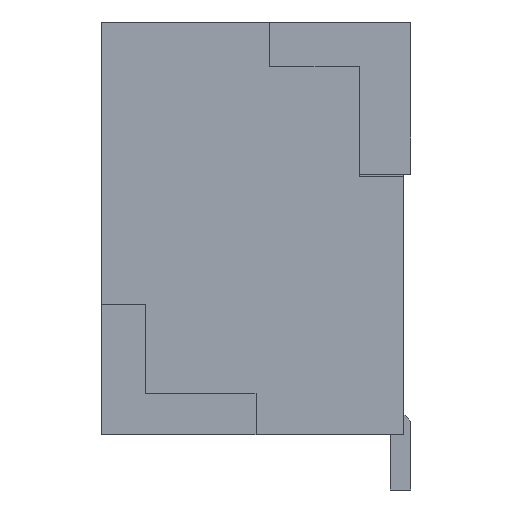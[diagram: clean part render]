
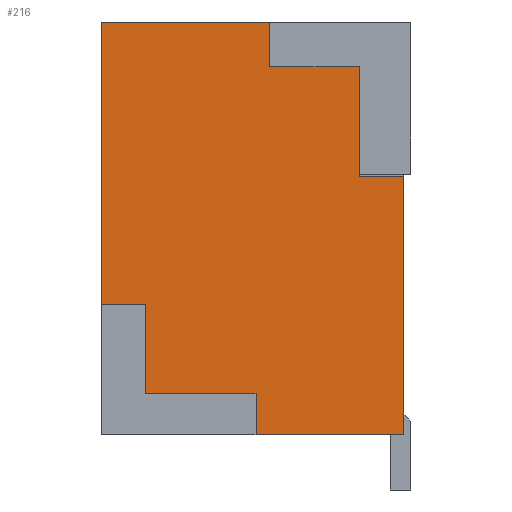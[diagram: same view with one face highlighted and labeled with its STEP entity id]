
A CAD part, left-side view. The second image highlights one B-rep face of the part: STEP entity #216.
In plain terms, the highlighted planar face has unit normal (-1, 0, 0).
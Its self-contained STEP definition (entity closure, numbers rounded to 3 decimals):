
#20 = LINE ( 'NONE', #1295, #1245 ) ;
#28 = DIRECTION ( 'NONE',  ( 0., 1., 0. ) ) ;
#122 = ORIENTED_EDGE ( 'NONE', *, *, #1677, .T. ) ;
#123 = VECTOR ( 'NONE', #28, 1000. ) ;
#136 = ORIENTED_EDGE ( 'NONE', *, *, #508, .T. ) ;
#149 = LINE ( 'NONE', #639, #984 ) ;
#164 = CARTESIAN_POINT ( 'NONE',  ( -5., -3.75, -0.3 ) ) ;
#203 = VECTOR ( 'NONE', #2314, 1000. ) ;
#216 = ADVANCED_FACE ( 'NONE', ( #1893 ), #1972, .F. ) ;
#229 = CARTESIAN_POINT ( 'NONE',  ( -5., -2.45, 1.3 ) ) ;
#303 = VECTOR ( 'NONE', #1553, 1000. ) ;
#323 = VECTOR ( 'NONE', #1554, 1000. ) ;
#347 = CARTESIAN_POINT ( 'NONE',  ( -5., -4.4, 1.95 ) ) ;
#368 = VECTOR ( 'NONE', #2998, 1000. ) ;
#380 = LINE ( 'NONE', #1786, #2538 ) ;
#502 = LINE ( 'NONE', #833, #303 ) ;
#508 = EDGE_CURVE ( 'NONE', #1169, #2913, #977, .T. ) ;
#510 = CARTESIAN_POINT ( 'NONE',  ( -5., 0., 1.95 ) ) ;
#527 = CARTESIAN_POINT ( 'NONE',  ( -5., -3.75, 1.3 ) ) ;
#538 = EDGE_CURVE ( 'NONE', #759, #2017, #149, .T. ) ;
#576 = ORIENTED_EDGE ( 'NONE', *, *, #538, .F. ) ;
#632 = EDGE_LOOP ( 'NONE', ( #1748, #2141, #2716, #2321, #2050, #2957, #576, #664, #136, #2550, #1988, #122 ) ) ;
#639 = CARTESIAN_POINT ( 'NONE',  ( -5., 0., 1.95 ) ) ;
#643 = VERTEX_POINT ( 'NONE', #164 ) ;
#653 = LINE ( 'NONE', #3230, #2572 ) ;
#664 = ORIENTED_EDGE ( 'NONE', *, *, #2128, .F. ) ;
#681 = CARTESIAN_POINT ( 'NONE',  ( -5., -4.4, -0.3 ) ) ;
#759 = VERTEX_POINT ( 'NONE', #510 ) ;
#804 = CARTESIAN_POINT ( 'NONE',  ( -5., -2.25, -3.45 ) ) ;
#826 = DIRECTION ( 'NONE',  ( 0., 0., -1. ) ) ;
#831 = CARTESIAN_POINT ( 'NONE',  ( -5., 0., -2.15 ) ) ;
#833 = CARTESIAN_POINT ( 'NONE',  ( -5., -0.65, -3.45 ) ) ;
#836 = VERTEX_POINT ( 'NONE', #1992 ) ;
#850 = VERTEX_POINT ( 'NONE', #2264 ) ;
#870 = LINE ( 'NONE', #347, #1845 ) ;
#893 = EDGE_CURVE ( 'NONE', #1991, #643, #3041, .T. ) ;
#963 = DIRECTION ( 'NONE',  ( 0., 0., 1. ) ) ;
#976 = EDGE_CURVE ( 'NONE', #2913, #2237, #20, .T. ) ;
#977 = LINE ( 'NONE', #2085, #323 ) ;
#984 = VECTOR ( 'NONE', #1906, 1000. ) ;
#1023 = VERTEX_POINT ( 'NONE', #2816 ) ;
#1169 = VERTEX_POINT ( 'NONE', #831 ) ;
#1206 = EDGE_CURVE ( 'NONE', #1991, #1023, #870, .T. ) ;
#1245 = VECTOR ( 'NONE', #1536, 1000. ) ;
#1295 = CARTESIAN_POINT ( 'NONE',  ( -5., -0.65, -2.15 ) ) ;
#1384 = EDGE_CURVE ( 'NONE', #2522, #2017, #653, .T. ) ;
#1446 = DIRECTION ( 'NONE',  ( 0., 0., -1. ) ) ;
#1525 = CARTESIAN_POINT ( 'NONE',  ( -5., 0., -4.05 ) ) ;
#1536 = DIRECTION ( 'NONE',  ( 0., 0., -1. ) ) ;
#1553 = DIRECTION ( 'NONE',  ( 0., -1., 0. ) ) ;
#1554 = DIRECTION ( 'NONE',  ( 0., -1., 0. ) ) ;
#1677 = EDGE_CURVE ( 'NONE', #2284, #836, #3192, .T. ) ;
#1717 = CARTESIAN_POINT ( 'NONE',  ( -5., -2.45, 1.95 ) ) ;
#1748 = ORIENTED_EDGE ( 'NONE', *, *, #2095, .F. ) ;
#1786 = CARTESIAN_POINT ( 'NONE',  ( -5., -3.75, -0.3 ) ) ;
#1796 = CARTESIAN_POINT ( 'NONE',  ( -5., -0.65, -3.45 ) ) ;
#1822 = DIRECTION ( 'NONE',  ( 0., 0., -1. ) ) ;
#1845 = VECTOR ( 'NONE', #1822, 1000. ) ;
#1893 = FACE_OUTER_BOUND ( 'NONE', #632, .T. ) ;
#1906 = DIRECTION ( 'NONE',  ( 0., -1., 0. ) ) ;
#1939 = LINE ( 'NONE', #2086, #2946 ) ;
#1972 = PLANE ( 'NONE',  #3080 ) ;
#1988 = ORIENTED_EDGE ( 'NONE', *, *, #2563, .T. ) ;
#1991 = VERTEX_POINT ( 'NONE', #681 ) ;
#1992 = CARTESIAN_POINT ( 'NONE',  ( -5., -2.25, -4.05 ) ) ;
#2009 = CARTESIAN_POINT ( 'NONE',  ( -5., -4.4, -0.3 ) ) ;
#2017 = VERTEX_POINT ( 'NONE', #1717 ) ;
#2050 = ORIENTED_EDGE ( 'NONE', *, *, #2533, .T. ) ;
#2053 = EDGE_CURVE ( 'NONE', #643, #850, #380, .T. ) ;
#2085 = CARTESIAN_POINT ( 'NONE',  ( -5., 0., -2.15 ) ) ;
#2086 = CARTESIAN_POINT ( 'NONE',  ( -5., 0., 1.95 ) ) ;
#2095 = EDGE_CURVE ( 'NONE', #1023, #836, #3229, .T. ) ;
#2115 = CARTESIAN_POINT ( 'NONE',  ( -5., -2.25, -3.45 ) ) ;
#2128 = EDGE_CURVE ( 'NONE', #1169, #759, #1939, .T. ) ;
#2141 = ORIENTED_EDGE ( 'NONE', *, *, #1206, .F. ) ;
#2237 = VERTEX_POINT ( 'NONE', #1796 ) ;
#2264 = CARTESIAN_POINT ( 'NONE',  ( -5., -3.75, 1.3 ) ) ;
#2284 = VERTEX_POINT ( 'NONE', #2115 ) ;
#2314 = DIRECTION ( 'NONE',  ( 0., 1., 0. ) ) ;
#2321 = ORIENTED_EDGE ( 'NONE', *, *, #2053, .T. ) ;
#2504 = VECTOR ( 'NONE', #826, 1000. ) ;
#2522 = VERTEX_POINT ( 'NONE', #229 ) ;
#2533 = EDGE_CURVE ( 'NONE', #850, #2522, #3021, .T. ) ;
#2538 = VECTOR ( 'NONE', #2735, 1000. ) ;
#2550 = ORIENTED_EDGE ( 'NONE', *, *, #976, .T. ) ;
#2563 = EDGE_CURVE ( 'NONE', #2237, #2284, #502, .T. ) ;
#2572 = VECTOR ( 'NONE', #963, 1000. ) ;
#2593 = DIRECTION ( 'NONE',  ( 0., 0., 1. ) ) ;
#2716 = ORIENTED_EDGE ( 'NONE', *, *, #893, .T. ) ;
#2735 = DIRECTION ( 'NONE',  ( 0., 0., 1. ) ) ;
#2816 = CARTESIAN_POINT ( 'NONE',  ( -5., -4.4, -4.05 ) ) ;
#2913 = VERTEX_POINT ( 'NONE', #3008 ) ;
#2946 = VECTOR ( 'NONE', #2593, 1000. ) ;
#2957 = ORIENTED_EDGE ( 'NONE', *, *, #1384, .T. ) ;
#2976 = DIRECTION ( 'NONE',  ( 1., 0., 0. ) ) ;
#2998 = DIRECTION ( 'NONE',  ( 0., 1., 0. ) ) ;
#3008 = CARTESIAN_POINT ( 'NONE',  ( -5., -0.65, -2.15 ) ) ;
#3021 = LINE ( 'NONE', #527, #123 ) ;
#3041 = LINE ( 'NONE', #2009, #368 ) ;
#3080 = AXIS2_PLACEMENT_3D ( 'NONE', #3246, #2976, #1446 ) ;
#3192 = LINE ( 'NONE', #804, #2504 ) ;
#3229 = LINE ( 'NONE', #1525, #203 ) ;
#3230 = CARTESIAN_POINT ( 'NONE',  ( -5., -2.45, 1.3 ) ) ;
#3246 = CARTESIAN_POINT ( 'NONE',  ( -5., -4.4, 1.95 ) ) ;
